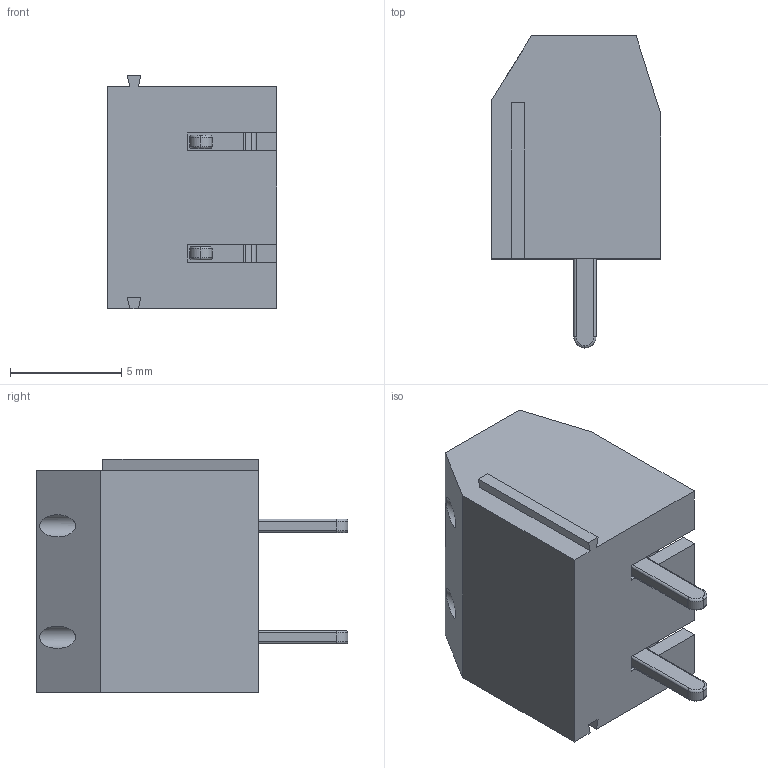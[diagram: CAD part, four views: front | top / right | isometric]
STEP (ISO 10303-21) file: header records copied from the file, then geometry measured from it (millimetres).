
FILE_DESCRIPTION(('FreeCAD Model'),'2;1');
FILE_NAME('Open CASCADE Shape Model','2022-04-04T00:22:55',('Author'),( ''),'Open CASCADE STEP processor 7.5','FreeCAD','Unknown');
FILE_SCHEMA(('AUTOMOTIVE_DESIGN { 1 0 10303 214 1 1 1 1 }'));
Length unit declared in the file: millimetre
Products named in the file (6): ARK306V_2P_5; Array001; Body001; Array002; Body002; Cut
Assembly tree (7 placements, depth 3):
  ARK306V_2P_5
    Array001
      Body001  x2
    Array002
      Body002  x2
    Cut
Bounding box: 7.6 x 14 x 10.5 mm (x, y, z)
Volume: 491.6 mm3; surface area: 1327.2 mm2
Topology: 5 solids, 5 shells, 347 faces, 872 edges, 518 vertices
Faces by surface type: plane 133, cylinder 128, torus 62, bspline 24
Full cylindrical faces by diameter (mm): 1 x2, 3.5 x2, 3.6 x2
Entity records: 14994 total; most frequent: CARTESIAN_POINT 5154, DIRECTION 1862, LINE 1107, VECTOR 1107, ORIENTED_EDGE 966, PCURVE 966, DEFINITIONAL_REPRESENTATION 966, EDGE_CURVE 483
